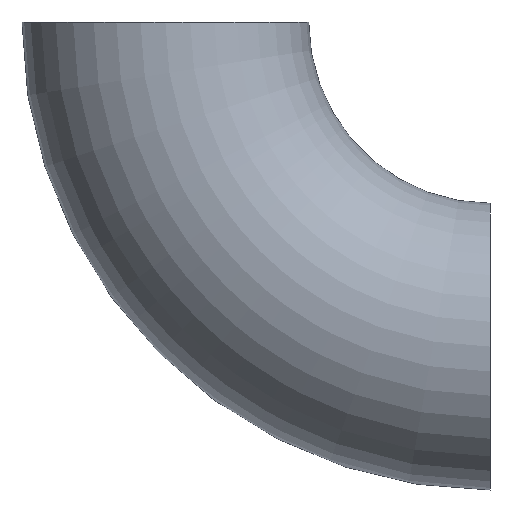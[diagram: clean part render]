
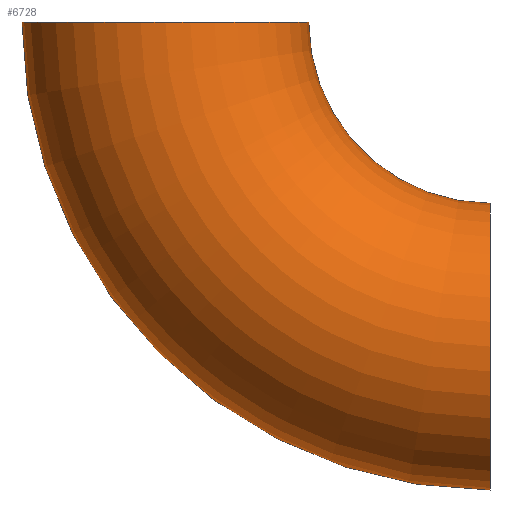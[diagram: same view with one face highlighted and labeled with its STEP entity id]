
A CAD part, left-side view. The second image highlights one B-rep face of the part: STEP entity #6728.
In plain terms, the highlighted toroidal (fillet/blend) face has major radius 48 mm and minor radius 21.2 mm.
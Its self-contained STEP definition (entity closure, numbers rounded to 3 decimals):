
#84 = DIRECTION ( 'NONE',  ( 0., 0., 1. ) ) ;
#134 = CIRCLE ( 'NONE', #8749, 21.2 ) ;
#375 = EDGE_CURVE ( 'NONE', #10112, #6796, #134, .T. ) ;
#420 = CARTESIAN_POINT ( 'NONE',  ( 0., 0., -69.2 ) ) ;
#611 = AXIS2_PLACEMENT_3D ( 'NONE', #8592, #4471, #6876 ) ;
#949 = ORIENTED_EDGE ( 'NONE', *, *, #375, .F. ) ;
#1034 = ORIENTED_EDGE ( 'NONE', *, *, #2317, .F. ) ;
#1111 = CARTESIAN_POINT ( 'NONE',  ( 0., 48., 0. ) ) ;
#1771 = CIRCLE ( 'NONE', #611, 21.2 ) ;
#2026 = CARTESIAN_POINT ( 'NONE',  ( 0., 69.2, 0. ) ) ;
#2245 = DIRECTION ( 'NONE',  ( 0., 0., 1. ) ) ;
#2317 = EDGE_CURVE ( 'NONE', #6796, #7800, #5890, .T. ) ;
#2845 = AXIS2_PLACEMENT_3D ( 'NONE', #3452, #9331, #4303 ) ;
#3452 = CARTESIAN_POINT ( 'NONE',  ( 0., 0., 0. ) ) ;
#4018 = TOROIDAL_SURFACE ( 'NONE', #8557, 48., 21.2 ) ;
#4072 = CARTESIAN_POINT ( 'NONE',  ( 0., 0., -26.8 ) ) ;
#4303 = DIRECTION ( 'NONE',  ( 0., 0., 1. ) ) ;
#4471 = DIRECTION ( 'NONE',  ( 0., 1., 0. ) ) ;
#5726 = ORIENTED_EDGE ( 'NONE', *, *, #7236, .T. ) ;
#5890 = CIRCLE ( 'NONE', #2845, 26.8 ) ;
#6075 = EDGE_CURVE ( 'NONE', #10112, #6897, #7037, .T. ) ;
#6264 = FACE_OUTER_BOUND ( 'NONE', #9731, .T. ) ;
#6394 = DIRECTION ( 'NONE',  ( -1., 0., 0. ) ) ;
#6728 = ADVANCED_FACE ( 'NONE', ( #6264 ), #4018, .T. ) ;
#6783 = DIRECTION ( 'NONE',  ( -1., 0., 0. ) ) ;
#6796 = VERTEX_POINT ( 'NONE', #10030 ) ;
#6876 = DIRECTION ( 'NONE',  ( 0., 0., 1. ) ) ;
#6897 = VERTEX_POINT ( 'NONE', #420 ) ;
#6970 = DIRECTION ( 'NONE',  ( 0., 0., 1. ) ) ;
#7037 = CIRCLE ( 'NONE', #8340, 69.2 ) ;
#7236 = EDGE_CURVE ( 'NONE', #6897, #7800, #1771, .T. ) ;
#7800 = VERTEX_POINT ( 'NONE', #4072 ) ;
#8340 = AXIS2_PLACEMENT_3D ( 'NONE', #8826, #6394, #2245 ) ;
#8420 = CARTESIAN_POINT ( 'NONE',  ( 0., 0., 0. ) ) ;
#8557 = AXIS2_PLACEMENT_3D ( 'NONE', #8420, #6783, #84 ) ;
#8592 = CARTESIAN_POINT ( 'NONE',  ( 0., 0., -48. ) ) ;
#8673 = DIRECTION ( 'NONE',  ( 0., -1., 0. ) ) ;
#8749 = AXIS2_PLACEMENT_3D ( 'NONE', #1111, #6970, #8673 ) ;
#8826 = CARTESIAN_POINT ( 'NONE',  ( 0., 0., 0. ) ) ;
#9331 = DIRECTION ( 'NONE',  ( -1., 0., 0. ) ) ;
#9731 = EDGE_LOOP ( 'NONE', ( #949, #10827, #5726, #1034 ) ) ;
#10030 = CARTESIAN_POINT ( 'NONE',  ( 0., 26.8, 0. ) ) ;
#10112 = VERTEX_POINT ( 'NONE', #2026 ) ;
#10827 = ORIENTED_EDGE ( 'NONE', *, *, #6075, .T. ) ;
